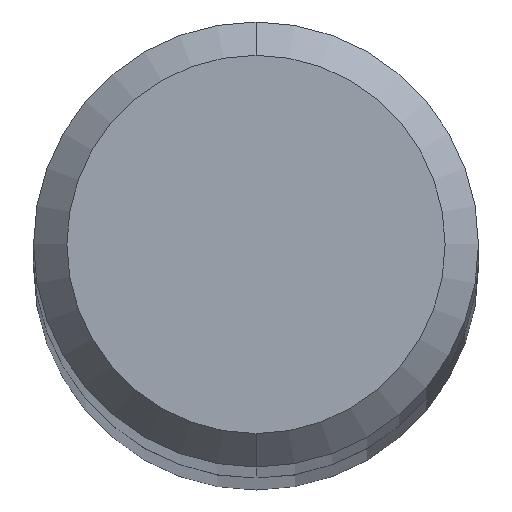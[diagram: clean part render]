
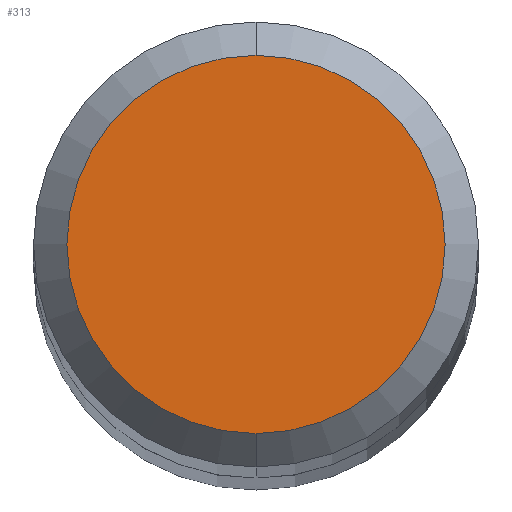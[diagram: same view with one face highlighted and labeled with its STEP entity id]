
A CAD part, top view. The second image highlights one B-rep face of the part: STEP entity #313.
In plain terms, the highlighted planar face has unit normal (0, 0, 1).
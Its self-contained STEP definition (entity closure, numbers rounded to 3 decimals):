
#199=VERTEX_POINT('',#477);
#309=EDGE_CURVE('',#315,#199,#595,.T.);
#313=ADVANCED_FACE('',(#600),#601,.T.);
#315=VERTEX_POINT('',#603);
#381=EDGE_CURVE('',#199,#315,#678,.T.);
#477=CARTESIAN_POINT('',(0.,-1.7,0.0));
#595=CIRCLE('',#1067,1.7);
#600=FACE_OUTER_BOUND('',#1072,.T.);
#601=PLANE('',#1073);
#603=CARTESIAN_POINT('',(0.0,1.7,0.0));
#678=CIRCLE('',#1239,1.7);
#1067=AXIS2_PLACEMENT_3D('',#1444,#1445,#1446);
#1072=EDGE_LOOP('',(#1456,#1457));
#1073=AXIS2_PLACEMENT_3D('',#1458,#1459,#1460);
#1239=AXIS2_PLACEMENT_3D('',#1579,#1580,#1581);
#1444=CARTESIAN_POINT('',(0.0,0.0,0.0));
#1445=DIRECTION('',(0.0,0.0,-1.0));
#1446=DIRECTION('',(0.0,1.0,0.0));
#1456=ORIENTED_EDGE('',*,*,#309,.F.);
#1457=ORIENTED_EDGE('',*,*,#381,.F.);
#1458=CARTESIAN_POINT('',(0.0,0.85,0.0));
#1459=DIRECTION('',(-0.0,0.0,1.0));
#1460=DIRECTION('',(0.0,-1.0,0.0));
#1579=CARTESIAN_POINT('',(0.0,0.0,0.0));
#1580=DIRECTION('',(0.0,0.0,-1.0));
#1581=DIRECTION('',(0.0,1.0,0.0));
